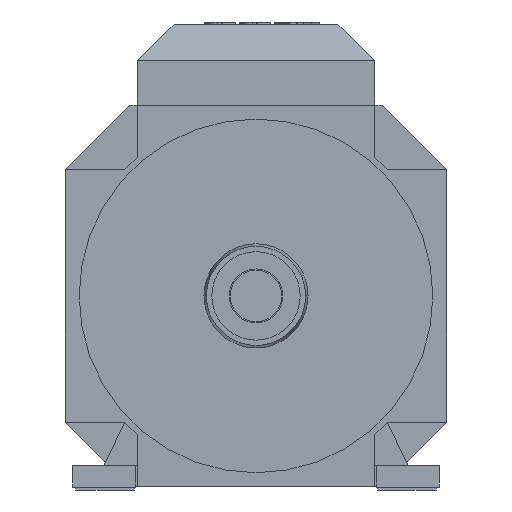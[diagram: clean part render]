
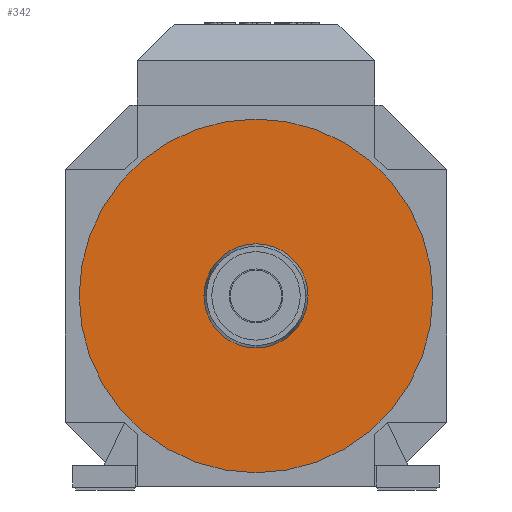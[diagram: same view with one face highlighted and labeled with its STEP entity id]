
A CAD part, front view. The second image highlights one B-rep face of the part: STEP entity #342.
In plain terms, the highlighted planar face has unit normal (0, -1, 0).
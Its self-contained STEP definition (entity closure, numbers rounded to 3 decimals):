
#68=FACE_BOUND('',#742,.T.);
#69=FACE_BOUND('',#743,.T.);
#131=PLANE('',#3831);
#342=ADVANCED_FACE('',(#68,#69),#131,.T.);
#742=EDGE_LOOP('',(#1160,#1161));
#743=EDGE_LOOP('',(#1162,#1163));
#961=CIRCLE('',#3768,24.146);
#976=CIRCLE('',#3791,82.);
#996=CIRCLE('',#3829,82.);
#997=CIRCLE('',#3830,24.146);
#1160=ORIENTED_EDGE('',*,*,#2510,.F.);
#1161=ORIENTED_EDGE('',*,*,#2453,.F.);
#1162=ORIENTED_EDGE('',*,*,#2511,.T.);
#1163=ORIENTED_EDGE('',*,*,#2423,.T.);
#2080=VERTEX_POINT('',#5028);
#2083=VERTEX_POINT('',#5033);
#2113=VERTEX_POINT('',#5101);
#2114=VERTEX_POINT('',#5103);
#2423=EDGE_CURVE('',#2080,#2083,#961,.T.);
#2453=EDGE_CURVE('',#2113,#2114,#976,.T.);
#2510=EDGE_CURVE('',#2114,#2113,#996,.T.);
#2511=EDGE_CURVE('',#2083,#2080,#997,.T.);
#3768=AXIS2_PLACEMENT_3D('',#5034,#4054,#4055);
#3791=AXIS2_PLACEMENT_3D('',#5102,#4115,#4116);
#3829=AXIS2_PLACEMENT_3D('',#5219,#4228,#4229);
#3830=AXIS2_PLACEMENT_3D('',#5220,#4230,#4231);
#3831=AXIS2_PLACEMENT_3D('',#5221,#4232,#4233);
#4054=DIRECTION('',(0.,1.,0.));
#4055=DIRECTION('',(1.,0.,0.));
#4115=DIRECTION('',(0.,1.,0.));
#4116=DIRECTION('',(-1.,0.,0.));
#4228=DIRECTION('',(0.,1.,0.));
#4229=DIRECTION('',(-1.,0.,0.));
#4230=DIRECTION('',(0.,1.,0.));
#4231=DIRECTION('',(1.,0.,0.));
#4232=DIRECTION('',(0.,-1.,0.));
#4233=DIRECTION('',(0.,0.,1.));
#5028=CARTESIAN_POINT('',(-24.146,-234.5,0.));
#5033=CARTESIAN_POINT('',(24.146,-234.5,0.));
#5034=CARTESIAN_POINT('',(0.,-234.5,0.));
#5101=CARTESIAN_POINT('',(-82.,-234.5,0.));
#5102=CARTESIAN_POINT('',(0.,-234.5,0.));
#5103=CARTESIAN_POINT('',(82.,-234.5,0.));
#5219=CARTESIAN_POINT('',(0.,-234.5,0.));
#5220=CARTESIAN_POINT('',(0.,-234.5,0.));
#5221=CARTESIAN_POINT('',(0.,-234.5,0.));
